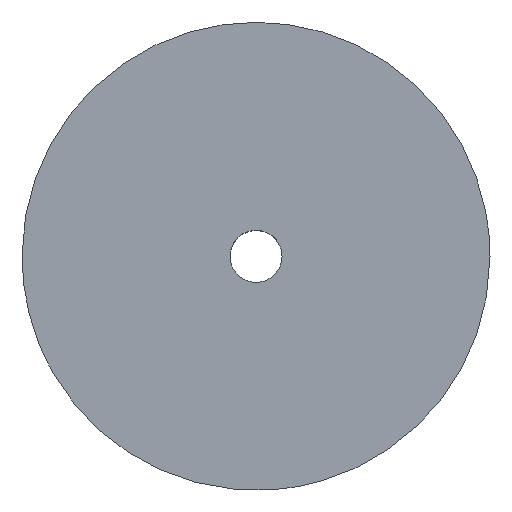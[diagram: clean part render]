
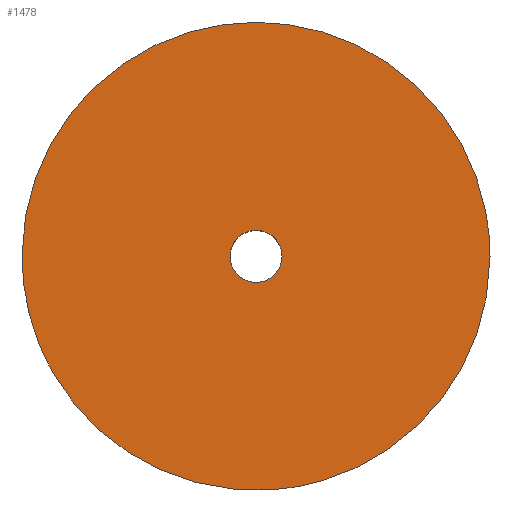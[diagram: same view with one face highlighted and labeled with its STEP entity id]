
A CAD part, top view. The second image highlights one B-rep face of the part: STEP entity #1478.
In plain terms, the highlighted free-form (B-spline) face has degree [1, 1] with [2, 2] control points.
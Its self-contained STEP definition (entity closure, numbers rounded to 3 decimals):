
#534=CARTESIAN_POINT('',(1.765,-22.431,27.));
#535=VERTEX_POINT('',#534);
#541=CARTESIAN_POINT('',(-20.922,-8.278,27.));
#542=VERTEX_POINT('',#541);
#543=CARTESIAN_POINT('',(1.765,-22.431,27.));
#544=CARTESIAN_POINT('',(0.884,-22.5,27.));
#545=CARTESIAN_POINT('',(0.,-22.5,27.));
#546=CARTESIAN_POINT('',(-15.295,-22.5,27.));
#547=CARTESIAN_POINT('',(-20.922,-8.278,27.));
#555=(BOUNDED_CURVE()B_SPLINE_CURVE(2,(#543,#544,#545,#546,#547),.UNSPECIFIED.,.F.,.U.)B_SPLINE_CURVE_WITH_KNOTS((3,2,3),(0.736,0.75,0.938),.UNSPECIFIED.)CURVE()GEOMETRIC_REPRESENTATION_ITEM()RATIONAL_B_SPLINE_CURVE((0.97,0.984,1.0,0.78,0.89))REPRESENTATION_ITEM(''));
#556=EDGE_CURVE('',#535,#542,#555,.T.);
#608=CARTESIAN_POINT('',(-22.5,0.0,27.0));
#609=VERTEX_POINT('',#608);
#610=CARTESIAN_POINT('',(-20.922,-8.278,27.));
#611=CARTESIAN_POINT('',(-22.5,-4.289,27.));
#612=CARTESIAN_POINT('',(-22.5,0.0,27.0));
#620=(BOUNDED_CURVE()B_SPLINE_CURVE(2,(#610,#611,#612),.UNSPECIFIED.,.F.,.U.)B_SPLINE_CURVE_WITH_KNOTS((3,3),(0.938,1.0),.UNSPECIFIED.)CURVE()GEOMETRIC_REPRESENTATION_ITEM()RATIONAL_B_SPLINE_CURVE((0.89,0.927,1.0))REPRESENTATION_ITEM(''));
#621=EDGE_CURVE('',#542,#609,#620,.T.);
#623=CARTESIAN_POINT('',(22.5,0.0,27.0));
#624=VERTEX_POINT('',#623);
#625=CARTESIAN_POINT('',(-22.5,0.0,27.0));
#626=CARTESIAN_POINT('',(-22.5,22.5,27.));
#627=CARTESIAN_POINT('',(0.0,22.5,27.0));
#628=CARTESIAN_POINT('',(22.5,22.5,27.));
#629=CARTESIAN_POINT('',(22.5,0.0,27.0));
#637=(BOUNDED_CURVE()B_SPLINE_CURVE(2,(#625,#626,#627,#628,#629),.UNSPECIFIED.,.F.,.U.)B_SPLINE_CURVE_WITH_KNOTS((3,2,3),(0.0,0.25,0.5),.UNSPECIFIED.)CURVE()GEOMETRIC_REPRESENTATION_ITEM()RATIONAL_B_SPLINE_CURVE((1.0,0.707,1.0,0.707,1.0))REPRESENTATION_ITEM(''));
#638=EDGE_CURVE('',#609,#624,#637,.T.);
#640=CARTESIAN_POINT('',(22.5,0.0,27.0));
#641=CARTESIAN_POINT('',(22.5,-20.799,27.));
#642=CARTESIAN_POINT('',(1.765,-22.431,27.));
#650=(BOUNDED_CURVE()B_SPLINE_CURVE(2,(#640,#641,#642),.UNSPECIFIED.,.F.,.U.)B_SPLINE_CURVE_WITH_KNOTS((3,3),(0.5,0.736),.UNSPECIFIED.)CURVE()GEOMETRIC_REPRESENTATION_ITEM()RATIONAL_B_SPLINE_CURVE((1.0,0.723,0.97))REPRESENTATION_ITEM(''));
#651=EDGE_CURVE('',#624,#535,#650,.T.);
#739=CARTESIAN_POINT('',(-0.295,2.483,27.0));
#740=VERTEX_POINT('',#739);
#741=CARTESIAN_POINT('',(2.5,0.0,27.0));
#742=VERTEX_POINT('',#741);
#743=CARTESIAN_POINT('',(-0.295,2.483,27.));
#744=CARTESIAN_POINT('',(-0.148,2.5,27.));
#745=CARTESIAN_POINT('',(0.0,2.5,27.0));
#746=CARTESIAN_POINT('',(2.5,2.5,27.));
#747=CARTESIAN_POINT('',(2.5,0.0,27.0));
#755=(BOUNDED_CURVE()B_SPLINE_CURVE(2,(#743,#744,#745,#746,#747),.UNSPECIFIED.,.F.,.U.)B_SPLINE_CURVE_WITH_KNOTS((3,2,3),(0.23,0.25,0.5),.UNSPECIFIED.)CURVE()GEOMETRIC_REPRESENTATION_ITEM()RATIONAL_B_SPLINE_CURVE((0.956,0.976,1.0,0.707,1.0))REPRESENTATION_ITEM(''));
#756=EDGE_CURVE('',#740,#742,#755,.T.);
#797=CARTESIAN_POINT('',(0.153,-2.495,27.0));
#798=VERTEX_POINT('',#797);
#804=CARTESIAN_POINT('',(2.5,0.0,27.0));
#805=CARTESIAN_POINT('',(2.5,-2.352,27.));
#806=CARTESIAN_POINT('',(0.153,-2.495,27.0));
#814=(BOUNDED_CURVE()B_SPLINE_CURVE(2,(#804,#805,#806),.UNSPECIFIED.,.F.,.U.)B_SPLINE_CURVE_WITH_KNOTS((3,3),(0.5,0.739),.UNSPECIFIED.)CURVE()GEOMETRIC_REPRESENTATION_ITEM()RATIONAL_B_SPLINE_CURVE((1.0,0.72,0.976))REPRESENTATION_ITEM(''));
#815=EDGE_CURVE('',#742,#798,#814,.T.);
#838=CARTESIAN_POINT('',(-2.5,0.0,27.0));
#839=VERTEX_POINT('',#838);
#840=CARTESIAN_POINT('',(-2.5,0.0,27.0));
#841=CARTESIAN_POINT('',(-2.5,2.22,27.));
#842=CARTESIAN_POINT('',(-0.295,2.483,27.));
#850=(BOUNDED_CURVE()B_SPLINE_CURVE(2,(#840,#841,#842),.UNSPECIFIED.,.F.,.U.)B_SPLINE_CURVE_WITH_KNOTS((3,3),(0.0,0.23),.UNSPECIFIED.)CURVE()GEOMETRIC_REPRESENTATION_ITEM()RATIONAL_B_SPLINE_CURVE((1.0,0.731,0.956))REPRESENTATION_ITEM(''));
#851=EDGE_CURVE('',#839,#740,#850,.T.);
#853=CARTESIAN_POINT('',(0.153,-2.495,27.));
#854=CARTESIAN_POINT('',(0.076,-2.5,27.));
#855=CARTESIAN_POINT('',(0.0,-2.5,27.0));
#856=CARTESIAN_POINT('',(-2.5,-2.5,27.));
#857=CARTESIAN_POINT('',(-2.5,0.0,27.0));
#865=(BOUNDED_CURVE()B_SPLINE_CURVE(2,(#853,#854,#855,#856,#857),.UNSPECIFIED.,.F.,.U.)B_SPLINE_CURVE_WITH_KNOTS((3,2,3),(0.739,0.75,1.0),.UNSPECIFIED.)CURVE()GEOMETRIC_REPRESENTATION_ITEM()RATIONAL_B_SPLINE_CURVE((0.976,0.988,1.0,0.707,1.0))REPRESENTATION_ITEM(''));
#866=EDGE_CURVE('',#798,#839,#865,.T.);
#1461=CARTESIAN_POINT('',(24.748,-24.747,27.0));
#1462=CARTESIAN_POINT('',(-24.748,-24.747,27.0));
#1463=CARTESIAN_POINT('',(24.748,24.748,27.0));
#1464=CARTESIAN_POINT('',(-24.748,24.748,27.0));
#1465=B_SPLINE_SURFACE_WITH_KNOTS('',1,1,((#1461,#1463),(#1462,#1464)),.UNSPECIFIED.,.F.,.F.,.U.,(2,2),(2,2),(0.0,49.496),(0.0,49.495),.UNSPECIFIED.);
#1466=ORIENTED_EDGE('',*,*,#621,.F.);
#1467=ORIENTED_EDGE('',*,*,#556,.F.);
#1468=ORIENTED_EDGE('',*,*,#651,.F.);
#1469=ORIENTED_EDGE('',*,*,#638,.F.);
#1470=EDGE_LOOP('',(#1466,#1467,#1468,#1469));
#1471=FACE_OUTER_BOUND('',#1470,.T.);
#1472=ORIENTED_EDGE('',*,*,#815,.T.);
#1473=ORIENTED_EDGE('',*,*,#866,.T.);
#1474=ORIENTED_EDGE('',*,*,#851,.T.);
#1475=ORIENTED_EDGE('',*,*,#756,.T.);
#1476=EDGE_LOOP('',(#1472,#1473,#1474,#1475));
#1477=FACE_BOUND('',#1476,.T.);
#1478=ADVANCED_FACE('',(#1471,#1477),#1465,.F.);
